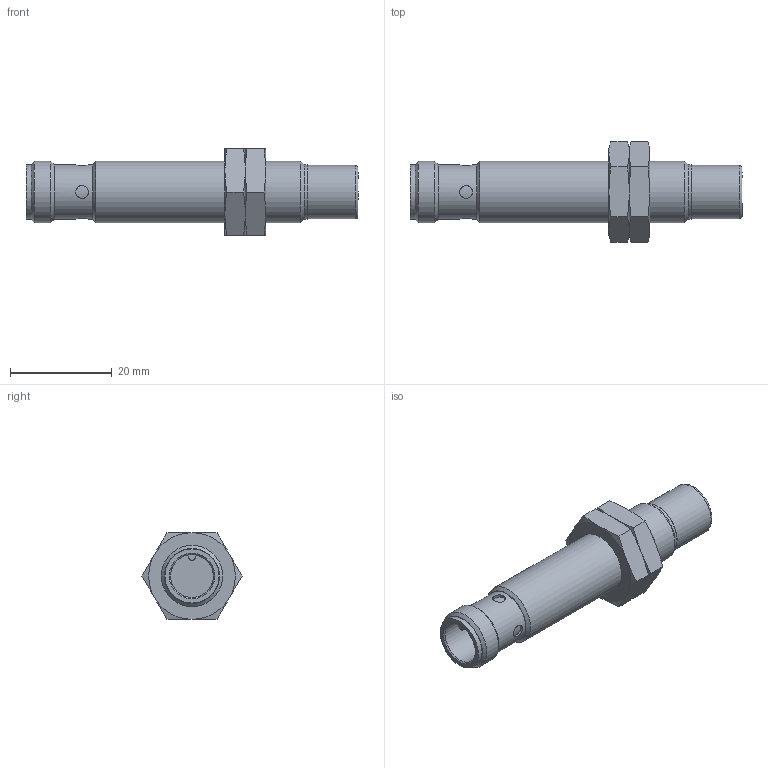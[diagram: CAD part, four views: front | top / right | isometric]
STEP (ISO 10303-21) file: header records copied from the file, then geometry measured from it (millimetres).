
FILE_DESCRIPTION (( 'STEP AP214' ), '1' );
FILE_NAME ('WKM-AP-4H.STEP', '2018-08-24T12:18:05', ( '' ), ( '' ), 'SwSTEP 2.0', 'SolidWorks 2017', '' );
FILE_SCHEMA (( 'AUTOMOTIVE_DESIGN' ));
Length unit declared in the file: inch
Products named in the file (1): WKM-AP-4H
Bounding box: 65.1 x 19.63 x 17 mm (x, y, z)
Volume: 7567.5 mm3; surface area: 4144.3 mm2
Topology: 3 solids, 3 shells, 78 faces, 170 edges, 106 vertices
Faces by surface type: cone 33, plane 26, cylinder 18, bspline 1
Full cylindrical faces by diameter (mm): 2.5 x4, 8.4 x1, 10.5 x1, 10.6 x3, 10.917 x2, 12 x2
Entity records: 3316 total; most frequent: CARTESIAN_POINT 795, DIRECTION 282, ORIENTED_EDGE 264, EDGE_CURVE 132, AXIS2_PLACEMENT_3D 131, EDGE_LOOP 114, VERTEX_POINT 92, FACE_OUTER_BOUND 92
